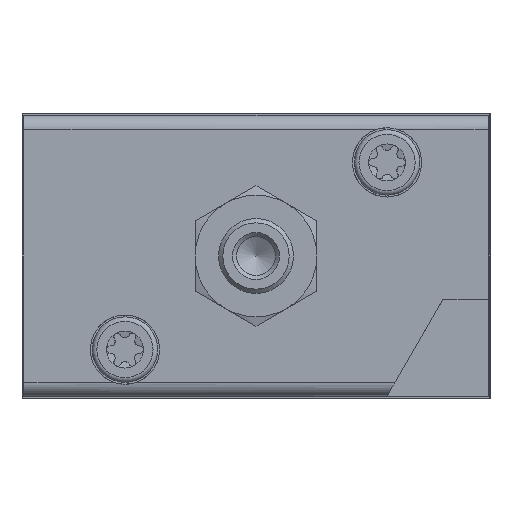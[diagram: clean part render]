
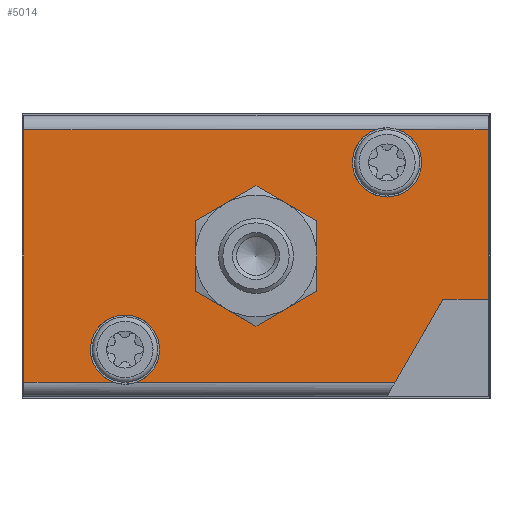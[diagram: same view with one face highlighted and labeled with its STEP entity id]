
A CAD part, left-side view. The second image highlights one B-rep face of the part: STEP entity #5014.
In plain terms, the highlighted planar face has unit normal (-1, 0, 0).
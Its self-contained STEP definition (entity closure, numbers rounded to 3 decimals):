
#28=PLANE('',#5394);
#175=LINE('',#8025,#512);
#177=LINE('',#8033,#514);
#181=LINE('',#8059,#518);
#183=LINE('',#8067,#520);
#194=LINE('',#8184,#531);
#195=LINE('',#8186,#532);
#196=LINE('',#8188,#533);
#197=LINE('',#8190,#534);
#512=VECTOR('',#5977,1000.);
#514=VECTOR('',#5983,1000.);
#518=VECTOR('',#5995,1000.);
#520=VECTOR('',#6001,1000.);
#531=VECTOR('',#6068,1000.);
#532=VECTOR('',#6069,1000.);
#533=VECTOR('',#6070,1000.);
#534=VECTOR('',#6073,1000.);
#1002=CIRCLE('',#5395,3.7);
#1003=CIRCLE('',#5396,3.7);
#1004=CIRCLE('',#5397,6.5);
#1005=CIRCLE('',#5398,6.5);
#1006=CIRCLE('',#5399,6.5);
#1007=CIRCLE('',#5400,6.5);
#1008=CIRCLE('',#5401,6.5);
#1009=CIRCLE('',#5402,6.5);
#1403=ORIENTED_EDGE('',*,*,#2903,.T.);
#1404=ORIENTED_EDGE('',*,*,#2852,.T.);
#1405=ORIENTED_EDGE('',*,*,#2904,.T.);
#1406=ORIENTED_EDGE('',*,*,#2905,.T.);
#1407=ORIENTED_EDGE('',*,*,#2906,.F.);
#1408=ORIENTED_EDGE('',*,*,#2860,.F.);
#1409=ORIENTED_EDGE('',*,*,#2907,.T.);
#1410=ORIENTED_EDGE('',*,*,#2864,.F.);
#1411=ORIENTED_EDGE('',*,*,#2908,.T.);
#1412=ORIENTED_EDGE('',*,*,#2848,.T.);
#1413=ORIENTED_EDGE('',*,*,#2909,.F.);
#1414=ORIENTED_EDGE('',*,*,#2910,.F.);
#1415=ORIENTED_EDGE('',*,*,#2911,.F.);
#1416=ORIENTED_EDGE('',*,*,#2912,.F.);
#1417=ORIENTED_EDGE('',*,*,#2913,.F.);
#1418=ORIENTED_EDGE('',*,*,#2914,.F.);
#2848=EDGE_CURVE('',#3576,#3574,#175,.T.);
#2852=EDGE_CURVE('',#3575,#3579,#177,.T.);
#2860=EDGE_CURVE('',#3586,#3588,#181,.T.);
#2864=EDGE_CURVE('',#3591,#3587,#183,.T.);
#2903=EDGE_CURVE('',#3574,#3575,#1002,.T.);
#2904=EDGE_CURVE('',#3579,#3622,#194,.T.);
#2905=EDGE_CURVE('',#3622,#3623,#195,.T.);
#2906=EDGE_CURVE('',#3588,#3623,#196,.T.);
#2907=EDGE_CURVE('',#3586,#3587,#1003,.T.);
#2908=EDGE_CURVE('',#3591,#3576,#197,.T.);
#2909=EDGE_CURVE('',#3624,#3625,#1004,.F.);
#2910=EDGE_CURVE('',#3626,#3624,#1005,.F.);
#2911=EDGE_CURVE('',#3627,#3626,#1006,.F.);
#2912=EDGE_CURVE('',#3628,#3627,#1007,.F.);
#2913=EDGE_CURVE('',#3629,#3628,#1008,.F.);
#2914=EDGE_CURVE('',#3625,#3629,#1009,.F.);
#3574=VERTEX_POINT('',#8023);
#3575=VERTEX_POINT('',#8024);
#3576=VERTEX_POINT('',#8026);
#3579=VERTEX_POINT('',#8032);
#3586=VERTEX_POINT('',#8057);
#3587=VERTEX_POINT('',#8058);
#3588=VERTEX_POINT('',#8060);
#3591=VERTEX_POINT('',#8066);
#3622=VERTEX_POINT('',#8185);
#3623=VERTEX_POINT('',#8187);
#3624=VERTEX_POINT('',#8192);
#3625=VERTEX_POINT('',#8193);
#3626=VERTEX_POINT('',#8195);
#3627=VERTEX_POINT('',#8197);
#3628=VERTEX_POINT('',#8199);
#3629=VERTEX_POINT('',#8201);
#4167=EDGE_LOOP('',(#1403,#1404,#1405,#1406,#1407,#1408,#1409,#1410,#1411,
#1412));
#4168=EDGE_LOOP('',(#1413,#1414,#1415,#1416,#1417,#1418));
#4560=FACE_BOUND('',#4167,.T.);
#4561=FACE_BOUND('',#4168,.T.);
#5014=ADVANCED_FACE('',(#4560,#4561),#28,.F.);
#5394=AXIS2_PLACEMENT_3D('',#8182,#6064,#6065);
#5395=AXIS2_PLACEMENT_3D('',#8183,#6066,#6067);
#5396=AXIS2_PLACEMENT_3D('',#8189,#6071,#6072);
#5397=AXIS2_PLACEMENT_3D('',#8191,#6074,#6075);
#5398=AXIS2_PLACEMENT_3D('',#8194,#6076,#6077);
#5399=AXIS2_PLACEMENT_3D('',#8196,#6078,#6079);
#5400=AXIS2_PLACEMENT_3D('',#8198,#6080,#6081);
#5401=AXIS2_PLACEMENT_3D('',#8200,#6082,#6083);
#5402=AXIS2_PLACEMENT_3D('',#8202,#6084,#6085);
#5977=DIRECTION('',(0.,-1.,0.));
#5983=DIRECTION('',(0.,-1.,0.));
#5995=DIRECTION('',(0.,-1.,0.));
#6001=DIRECTION('',(0.,-1.,0.));
#6064=DIRECTION('',(1.,0.,0.));
#6065=DIRECTION('',(0.,0.,-1.));
#6066=DIRECTION('',(1.,0.,0.));
#6067=DIRECTION('',(0.,0.,-1.));
#6068=DIRECTION('',(0.,-0.5,0.866));
#6069=DIRECTION('',(0.,-1.,0.));
#6070=DIRECTION('',(0.,0.,-1.));
#6071=DIRECTION('',(1.,0.,0.));
#6072=DIRECTION('',(0.,0.,-1.));
#6073=DIRECTION('',(0.,0.,-1.));
#6074=DIRECTION('',(1.,0.,0.));
#6075=DIRECTION('',(0.,0.,-1.));
#6076=DIRECTION('',(1.,0.,0.));
#6077=DIRECTION('',(0.,0.,-1.));
#6078=DIRECTION('',(1.,0.,0.));
#6079=DIRECTION('',(0.,0.,-1.));
#6080=DIRECTION('',(1.,0.,0.));
#6081=DIRECTION('',(0.,0.,-1.));
#6082=DIRECTION('',(1.,0.,0.));
#6083=DIRECTION('',(0.,0.,-1.));
#6084=DIRECTION('',(1.,0.,0.));
#6085=DIRECTION('',(0.,0.,-1.));
#8023=CARTESIAN_POINT('',(-67.,40.2,-13.5));
#8024=CARTESIAN_POINT('',(-67.,37.8,-13.5));
#8025=CARTESIAN_POINT('',(-67.,50.,-13.5));
#8026=CARTESIAN_POINT('',(-67.,49.8,-13.5));
#8032=CARTESIAN_POINT('',(-67.,10.162,-13.5));
#8033=CARTESIAN_POINT('',(-67.,50.,-13.5));
#8057=CARTESIAN_POINT('',(-67.,9.8,13.5));
#8058=CARTESIAN_POINT('',(-67.,12.2,13.5));
#8059=CARTESIAN_POINT('',(-67.,50.,13.5));
#8060=CARTESIAN_POINT('',(-67.,0.2,13.5));
#8066=CARTESIAN_POINT('',(-67.,49.8,13.5));
#8067=CARTESIAN_POINT('',(-67.,50.,13.5));
#8182=CARTESIAN_POINT('',(-67.,49.8,15.2));
#8183=CARTESIAN_POINT('',(-67.,39.,-10.));
#8184=CARTESIAN_POINT('',(-67.,11.028,-15.));
#8185=CARTESIAN_POINT('',(-67.,5.028,-4.608));
#8186=CARTESIAN_POINT('',(-67.,5.028,-4.608));
#8187=CARTESIAN_POINT('',(-67.,0.2,-4.608));
#8188=CARTESIAN_POINT('',(-67.,0.2,15.2));
#8189=CARTESIAN_POINT('',(-67.,11.,10.));
#8190=CARTESIAN_POINT('',(-67.,49.8,15.2));
#8191=CARTESIAN_POINT('',(-67.,25.,0.));
#8192=CARTESIAN_POINT('',(-67.,18.5,0.));
#8193=CARTESIAN_POINT('',(-67.,21.75,5.629));
#8194=CARTESIAN_POINT('',(-67.,25.,0.));
#8195=CARTESIAN_POINT('',(-67.,21.75,-5.629));
#8196=CARTESIAN_POINT('',(-67.,25.,0.));
#8197=CARTESIAN_POINT('',(-67.,28.25,-5.629));
#8198=CARTESIAN_POINT('',(-67.,25.,0.));
#8199=CARTESIAN_POINT('',(-67.,31.5,0.));
#8200=CARTESIAN_POINT('',(-67.,25.,0.));
#8201=CARTESIAN_POINT('',(-67.,28.25,5.629));
#8202=CARTESIAN_POINT('',(-67.,25.,0.));
